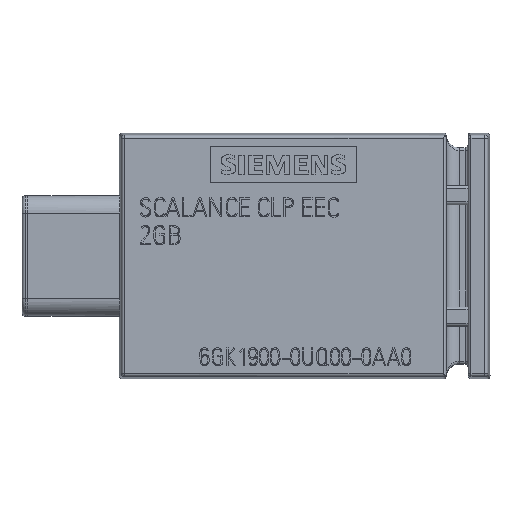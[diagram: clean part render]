
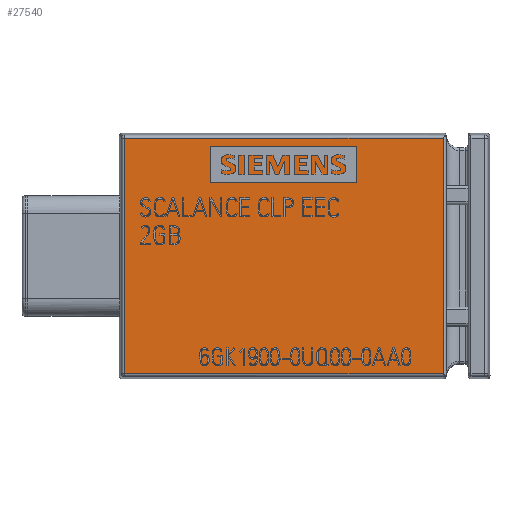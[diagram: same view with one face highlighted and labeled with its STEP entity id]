
A CAD part, top view. The second image highlights one B-rep face of the part: STEP entity #27540.
In plain terms, the highlighted planar face has unit normal (0, 0, 1).
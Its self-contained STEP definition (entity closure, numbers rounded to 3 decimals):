
#572 = VERTEX_POINT ( 'NONE', #15246 ) ;
#878 = CARTESIAN_POINT ( 'NONE',  ( 12.795, 8.05, 5.8 ) ) ;
#1321 = VECTOR ( 'NONE', #21136, 1000. ) ;
#1442 = CARTESIAN_POINT ( 'NONE',  ( -9.01, -8.051, 5.8 ) ) ;
#3004 = ORIENTED_EDGE ( 'NONE', *, *, #8660, .T. ) ;
#3070 = PLANE ( 'NONE',  #25678 ) ;
#4039 = EDGE_CURVE ( 'NONE', #18804, #9081, #21592, .T. ) ;
#7559 = CARTESIAN_POINT ( 'NONE',  ( 12.996, -8.051, 5.8 ) ) ;
#8196 = FACE_OUTER_BOUND ( 'NONE', #26640, .T. ) ;
#8422 = CARTESIAN_POINT ( 'NONE',  ( -9.205, 8.05, 5.8 ) ) ;
#8441 = LINE ( 'NONE', #8422, #28614 ) ;
#8660 = EDGE_CURVE ( 'NONE', #16843, #572, #8441, .T. ) ;
#9081 = VERTEX_POINT ( 'NONE', #12019 ) ;
#9975 = DIRECTION ( 'NONE',  ( 0., 0., -1. ) ) ;
#10739 = VECTOR ( 'NONE', #15228, 1000. ) ;
#11772 = ORIENTED_EDGE ( 'NONE', *, *, #26353, .T. ) ;
#12019 = CARTESIAN_POINT ( 'NONE',  ( 12.795, -8.051, 5.8 ) ) ;
#13222 = DIRECTION ( 'NONE',  ( -1., 0., 0. ) ) ;
#15228 = DIRECTION ( 'NONE',  ( 1., 0., 0. ) ) ;
#15246 = CARTESIAN_POINT ( 'NONE',  ( -9.01, 8.05, 5.8 ) ) ;
#15945 = CARTESIAN_POINT ( 'NONE',  ( 12.795, 0., 5.8 ) ) ;
#16293 = EDGE_CURVE ( 'NONE', #572, #18804, #25995, .T. ) ;
#16419 = CARTESIAN_POINT ( 'NONE',  ( -9.01, -8.246, 5.8 ) ) ;
#16843 = VERTEX_POINT ( 'NONE', #878 ) ;
#17819 = VECTOR ( 'NONE', #18450, 1000. ) ;
#18450 = DIRECTION ( 'NONE',  ( 0., 1., 0. ) ) ;
#18710 = ORIENTED_EDGE ( 'NONE', *, *, #16293, .T. ) ;
#18804 = VERTEX_POINT ( 'NONE', #1442 ) ;
#18948 = LINE ( 'NONE', #15945, #17819 ) ;
#19819 = CARTESIAN_POINT ( 'NONE',  ( 0., 0., 5.8 ) ) ;
#21136 = DIRECTION ( 'NONE',  ( 0., -1., 0. ) ) ;
#21592 = LINE ( 'NONE', #7559, #10739 ) ;
#22094 = DIRECTION ( 'NONE',  ( -1., 0., 0. ) ) ;
#25678 = AXIS2_PLACEMENT_3D ( 'NONE', #19819, #9975, #22094 ) ;
#25995 = LINE ( 'NONE', #16419, #1321 ) ;
#26353 = EDGE_CURVE ( 'NONE', #9081, #16843, #18948, .T. ) ;
#26434 = ORIENTED_EDGE ( 'NONE', *, *, #4039, .T. ) ;
#26640 = EDGE_LOOP ( 'NONE', ( #18710, #26434, #11772, #3004 ) ) ;
#27540 = ADVANCED_FACE ( 'NONE', ( #8196 ), #3070, .F. ) ;
#28614 = VECTOR ( 'NONE', #13222, 1000. ) ;
